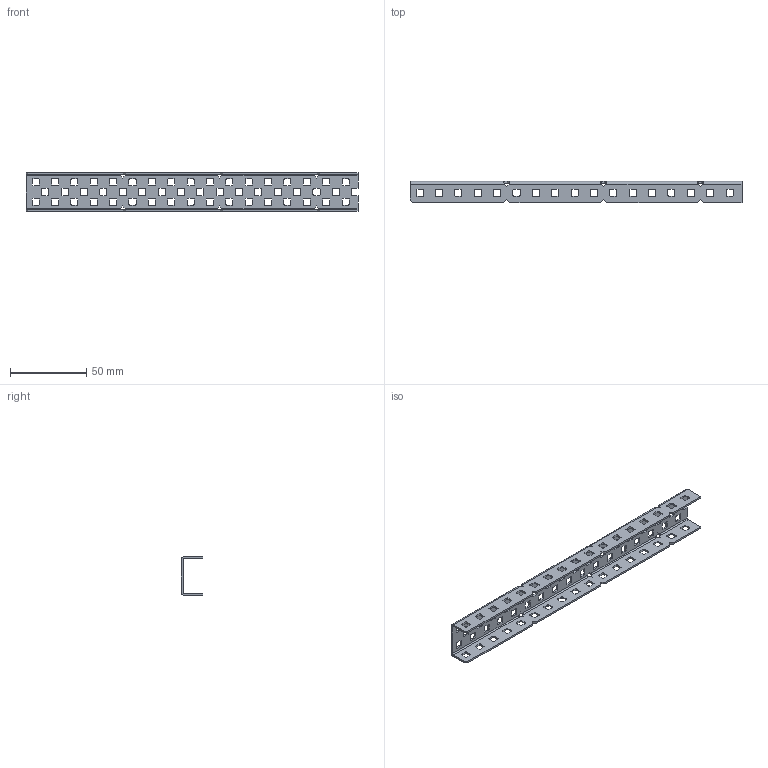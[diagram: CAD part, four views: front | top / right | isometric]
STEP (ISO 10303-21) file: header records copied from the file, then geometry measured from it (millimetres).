
FILE_DESCRIPTION(/* description */ (''),/* implementation_level */ '2;1');
FILE_NAME(/* name */ 'Aluminum C-Channel 1x2x1x17.ipt.step',/* time_stamp */ '2020-04-16T22:58:37-04:00',/* author */ ('Jordan'),/* organization */ (''),/* preprocessor_version */ 'ST-DEVELOPER v17',/* originating_system */ 'Autodesk Inventor 2019',/* authorisation */ '');
FILE_SCHEMA (('AUTOMOTIVE_DESIGN { 1 0 10303 214 3 1 1 }','INTEGRATED_CNC_SCHEMA'));
Length unit declared in the file: inch
Products named in the file (1): Aluminum C-Channel 1x2x1x17
Bounding box: 217.7 x 13.87 x 25.4 mm (x, y, z)
Volume: 10397.6 mm3; surface area: 20268.7 mm2
Topology: 1 solids, 1 shells, 776 faces, 3312 edges, 3388 vertices
Faces by surface type: plane 398, cylinder 354, bspline 24
Entity records: 33647 total; most frequent: CARTESIAN_POINT 7999, DIRECTION 5508, ORIENTED_EDGE 4652, EDGE_CURVE 2326, AXIS2_PLACEMENT_3D 1957, LINE 1594, VECTOR 1594, VERTEX_POINT 1540
